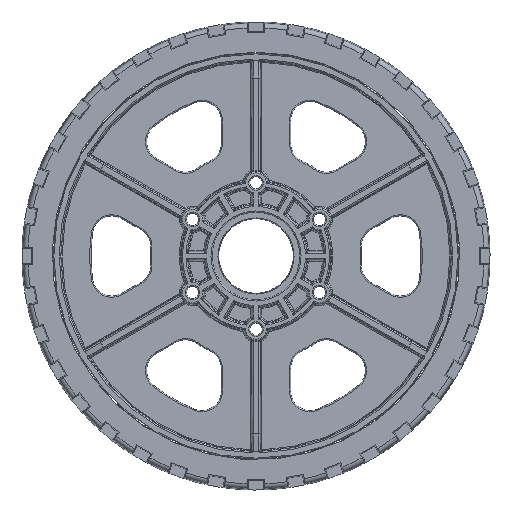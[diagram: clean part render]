
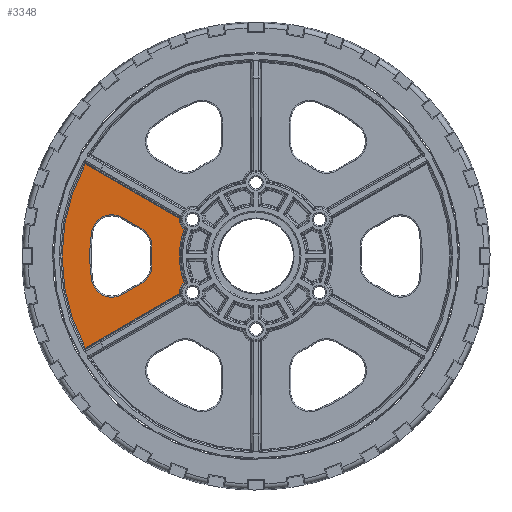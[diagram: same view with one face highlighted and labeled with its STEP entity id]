
A CAD part, left-side view. The second image highlights one B-rep face of the part: STEP entity #3348.
In plain terms, the highlighted planar face has unit normal (-1, 0, 0).
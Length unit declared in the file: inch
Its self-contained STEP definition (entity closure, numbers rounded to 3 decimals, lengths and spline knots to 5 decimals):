
#749 = CARTESIAN_POINT ( 'NONE',  ( -0.05, 1.84682, 0.26412 ) ) ;
#776 = LINE ( 'NONE', #94837, #71141 ) ;
#1111 = DIRECTION ( 'NONE',  ( 0., 0., -1. ) ) ;
#1507 = AXIS2_PLACEMENT_3D ( 'NONE', #94859, #37560, #104534 ) ;
#1864 = CARTESIAN_POINT ( 'NONE',  ( -0.05, 2.20155, 1.18728 ) ) ;
#2192 = VERTEX_POINT ( 'NONE', #115554 ) ;
#2657 = AXIS2_PLACEMENT_3D ( 'NONE', #45765, #112794, #55471 ) ;
#3348 = ADVANCED_FACE ( 'NONE', ( #122294, #45925 ), #23184, .F. ) ;
#4229 = CARTESIAN_POINT ( 'NONE',  ( -0.05, 0., 0. ) ) ;
#4385 = VERTEX_POINT ( 'NONE', #113721 ) ;
#6046 = CARTESIAN_POINT ( 'NONE',  ( -0.05, 0., 0. ) ) ;
#6210 = AXIS2_PLACEMENT_3D ( 'NONE', #115705, #58389, #1111 ) ;
#10396 = DIRECTION ( 'NONE',  ( 0., 0., -1. ) ) ;
#11110 = DIRECTION ( 'NONE',  ( 1., 0., 0. ) ) ;
#11771 = VERTEX_POINT ( 'NONE', #113090 ) ;
#12572 = DIRECTION ( 'NONE',  ( 0., -0.865, -0.502 ) ) ;
#13839 = DIRECTION ( 'NONE',  ( 0., 0., -1. ) ) ;
#14781 = AXIS2_PLACEMENT_3D ( 'NONE', #4229, #71161, #13839 ) ;
#15583 = DIRECTION ( 'NONE',  ( 0., 0., -1. ) ) ;
#15928 = CIRCLE ( 'NONE', #48382, 0.265 ) ;
#20970 = ORIENTED_EDGE ( 'NONE', *, *, #95395, .T. ) ;
#23122 = ORIENTED_EDGE ( 'NONE', *, *, #119965, .T. ) ;
#23184 = PLANE ( 'NONE',  #49590 ) ;
#23191 = CIRCLE ( 'NONE', #93906, 2.13061 ) ;
#24000 = CIRCLE ( 'NONE', #41634, 0.17099 ) ;
#24541 = ORIENTED_EDGE ( 'NONE', *, *, #53867, .T. ) ;
#27565 = AXIS2_PLACEMENT_3D ( 'NONE', #47236, #114236, #56963 ) ;
#32861 = CARTESIAN_POINT ( 'NONE',  ( -0.05, 1.71385, 0.49334 ) ) ;
#33182 = LINE ( 'NONE', #98292, #84128 ) ;
#33628 = CARTESIAN_POINT ( 'NONE',  ( -0.05, 0., 0. ) ) ;
#35360 = VERTEX_POINT ( 'NONE', #98108 ) ;
#37172 = EDGE_CURVE ( 'NONE', #43485, #71651, #33182, .T. ) ;
#37364 = DIRECTION ( 'NONE',  ( 1., 0., 0. ) ) ;
#37560 = DIRECTION ( 'NONE',  ( 1., 0., 0. ) ) ;
#38861 = VECTOR ( 'NONE', #47298, 39.37008 ) ;
#41325 = AXIS2_PLACEMENT_3D ( 'NONE', #68425, #11110, #78055 ) ;
#41634 = AXIS2_PLACEMENT_3D ( 'NONE', #94689, #37364, #104364 ) ;
#43205 = DIRECTION ( 'NONE',  ( 0., 0., -1. ) ) ;
#43485 = VERTEX_POINT ( 'NONE', #32861 ) ;
#45765 = CARTESIAN_POINT ( 'NONE',  ( -0.05, 0., 0. ) ) ;
#45925 = FACE_OUTER_BOUND ( 'NONE', #84526, .T. ) ;
#46110 = CARTESIAN_POINT ( 'NONE',  ( -0.05, 1.71385, -0.49334 ) ) ;
#46933 = VERTEX_POINT ( 'NONE', #61303 ) ;
#47236 = CARTESIAN_POINT ( 'NONE',  ( -0.05, 1.59863, -0.12013 ) ) ;
#47297 = LINE ( 'NONE', #1864, #72824 ) ;
#47298 = DIRECTION ( 'NONE',  ( 0., 0.865, -0.502 ) ) ;
#48382 = AXIS2_PLACEMENT_3D ( 'NONE', #749, #67729, #10396 ) ;
#49590 = AXIS2_PLACEMENT_3D ( 'NONE', #33628, #100570, #43205 ) ;
#51302 = CIRCLE ( 'NONE', #110192, 1.33814 ) ;
#51376 = CARTESIAN_POINT ( 'NONE',  ( -0.05, 0.92252, 0.33836 ) ) ;
#52386 = EDGE_CURVE ( 'NONE', #119986, #68420, #23191, .T. ) ;
#52705 = CIRCLE ( 'NONE', #14781, 2.48613 ) ;
#53867 = EDGE_CURVE ( 'NONE', #46933, #2192, #117819, .T. ) ;
#54415 = EDGE_CURVE ( 'NONE', #68420, #43485, #15928, .T. ) ;
#55471 = DIRECTION ( 'NONE',  ( 0., 0., -1. ) ) ;
#56004 = CARTESIAN_POINT ( 'NONE',  ( -0.05, 0., 0. ) ) ;
#56234 = CARTESIAN_POINT ( 'NONE',  ( -0.05, 0.98251, 0.48008 ) ) ;
#56963 = DIRECTION ( 'NONE',  ( 0., 0., -1. ) ) ;
#57494 = CARTESIAN_POINT ( 'NONE',  ( -0.05, 2.18843, -1.17967 ) ) ;
#57633 = EDGE_CURVE ( 'NONE', #11771, #122599, #24000, .T. ) ;
#57950 = CIRCLE ( 'NONE', #2657, 0.98262 ) ;
#58052 = ORIENTED_EDGE ( 'NONE', *, *, #57633, .T. ) ;
#58389 = DIRECTION ( 'NONE',  ( 1., 0., 0. ) ) ;
#59159 = DIRECTION ( 'NONE',  ( 0., 0.865, 0.502 ) ) ;
#60424 = CARTESIAN_POINT ( 'NONE',  ( -0.05, 1.46565, 0.34935 ) ) ;
#61303 = CARTESIAN_POINT ( 'NONE',  ( -0.05, 1.33437, -0.10027 ) ) ;
#63332 = CARTESIAN_POINT ( 'NONE',  ( -0.05, 2.10915, -0.30163 ) ) ;
#63984 = CARTESIAN_POINT ( 'NONE',  ( -0.05, 0.92252, -0.33836 ) ) ;
#65654 = DIRECTION ( 'NONE',  ( 0., 0., -1. ) ) ;
#66065 = EDGE_CURVE ( 'NONE', #122599, #72157, #57950, .T. ) ;
#66872 = CIRCLE ( 'NONE', #1507, 0.265 ) ;
#67593 = CARTESIAN_POINT ( 'NONE',  ( -0.05, 2.10915, 0.30163 ) ) ;
#67729 = DIRECTION ( 'NONE',  ( 1., 0., 0. ) ) ;
#67870 = EDGE_CURVE ( 'NONE', #106080, #119986, #87799, .T. ) ;
#68420 = VERTEX_POINT ( 'NONE', #67593 ) ;
#68425 = CARTESIAN_POINT ( 'NONE',  ( -0.05, 0.8119, 0.46875 ) ) ;
#69165 = ORIENTED_EDGE ( 'NONE', *, *, #67870, .T. ) ;
#70538 = EDGE_CURVE ( 'NONE', #2192, #106080, #89852, .T. ) ;
#71141 = VECTOR ( 'NONE', #86933, 39.37008 ) ;
#71161 = DIRECTION ( 'NONE',  ( -1., 0., 0. ) ) ;
#71651 = VERTEX_POINT ( 'NONE', #60424 ) ;
#72157 = VERTEX_POINT ( 'NONE', #51376 ) ;
#72807 = ORIENTED_EDGE ( 'NONE', *, *, #122693, .T. ) ;
#72824 = VECTOR ( 'NONE', #59159, 39.37008 ) ;
#72945 = DIRECTION ( 'NONE',  ( -1., 0., 0. ) ) ;
#78055 = DIRECTION ( 'NONE',  ( 0., 0., -1. ) ) ;
#79255 = ORIENTED_EDGE ( 'NONE', *, *, #54415, .T. ) ;
#82746 = VERTEX_POINT ( 'NONE', #56234 ) ;
#84128 = VECTOR ( 'NONE', #12572, 39.37008 ) ;
#84526 = EDGE_LOOP ( 'NONE', ( #58052, #121197, #92764, #100462, #20970, #87267 ) ) ;
#84957 = VERTEX_POINT ( 'NONE', #57494 ) ;
#86933 = DIRECTION ( 'NONE',  ( 0., -0.865, 0.502 ) ) ;
#87267 = ORIENTED_EDGE ( 'NONE', *, *, #99800, .T. ) ;
#87799 = CIRCLE ( 'NONE', #6210, 0.265 ) ;
#89852 = LINE ( 'NONE', #104719, #38861 ) ;
#92764 = ORIENTED_EDGE ( 'NONE', *, *, #102539, .T. ) ;
#93906 = AXIS2_PLACEMENT_3D ( 'NONE', #56004, #122887, #65654 ) ;
#94689 = CARTESIAN_POINT ( 'NONE',  ( -0.05, 0.8119, -0.46875 ) ) ;
#94837 = CARTESIAN_POINT ( 'NONE',  ( -0.05, 0.03902, 0.06727 ) ) ;
#94859 = CARTESIAN_POINT ( 'NONE',  ( -0.05, 1.59863, 0.12013 ) ) ;
#95395 = EDGE_CURVE ( 'NONE', #4385, #84957, #52705, .T. ) ;
#97712 = ORIENTED_EDGE ( 'NONE', *, *, #37172, .T. ) ;
#98106 = EDGE_CURVE ( 'NONE', #82746, #4385, #47297, .T. ) ;
#98108 = CARTESIAN_POINT ( 'NONE',  ( -0.05, 1.33437, 0.10027 ) ) ;
#98292 = CARTESIAN_POINT ( 'NONE',  ( -0.05, 0.21742, -0.37478 ) ) ;
#99321 = ORIENTED_EDGE ( 'NONE', *, *, #70538, .T. ) ;
#99800 = EDGE_CURVE ( 'NONE', #84957, #11771, #776, .T. ) ;
#100462 = ORIENTED_EDGE ( 'NONE', *, *, #98106, .T. ) ;
#100570 = DIRECTION ( 'NONE',  ( 1., 0., 0. ) ) ;
#102539 = EDGE_CURVE ( 'NONE', #72157, #82746, #122608, .T. ) ;
#104364 = DIRECTION ( 'NONE',  ( 0., 0., -1. ) ) ;
#104534 = DIRECTION ( 'NONE',  ( 0., 0., -1. ) ) ;
#104719 = CARTESIAN_POINT ( 'NONE',  ( -0.05, 0.21742, 0.37478 ) ) ;
#106080 = VERTEX_POINT ( 'NONE', #46110 ) ;
#109489 = ORIENTED_EDGE ( 'NONE', *, *, #52386, .T. ) ;
#110192 = AXIS2_PLACEMENT_3D ( 'NONE', #6046, #72945, #15583 ) ;
#110246 = EDGE_LOOP ( 'NONE', ( #99321, #69165, #109489, #79255, #97712, #72807, #23122, #24541 ) ) ;
#112794 = DIRECTION ( 'NONE',  ( 1., 0., 0. ) ) ;
#113090 = CARTESIAN_POINT ( 'NONE',  ( -0.05, 0.98251, -0.48008 ) ) ;
#113721 = CARTESIAN_POINT ( 'NONE',  ( -0.05, 2.18843, 1.17967 ) ) ;
#114236 = DIRECTION ( 'NONE',  ( 1., 0., 0. ) ) ;
#115554 = CARTESIAN_POINT ( 'NONE',  ( -0.05, 1.46565, -0.34935 ) ) ;
#115705 = CARTESIAN_POINT ( 'NONE',  ( -0.05, 1.84682, -0.26412 ) ) ;
#117819 = CIRCLE ( 'NONE', #27565, 0.265 ) ;
#119965 = EDGE_CURVE ( 'NONE', #35360, #46933, #51302, .T. ) ;
#119986 = VERTEX_POINT ( 'NONE', #63332 ) ;
#121197 = ORIENTED_EDGE ( 'NONE', *, *, #66065, .T. ) ;
#122294 = FACE_BOUND ( 'NONE', #110246, .T. ) ;
#122599 = VERTEX_POINT ( 'NONE', #63984 ) ;
#122608 = CIRCLE ( 'NONE', #41325, 0.17099 ) ;
#122693 = EDGE_CURVE ( 'NONE', #71651, #35360, #66872, .T. ) ;
#122887 = DIRECTION ( 'NONE',  ( 1., 0., 0. ) ) ;
